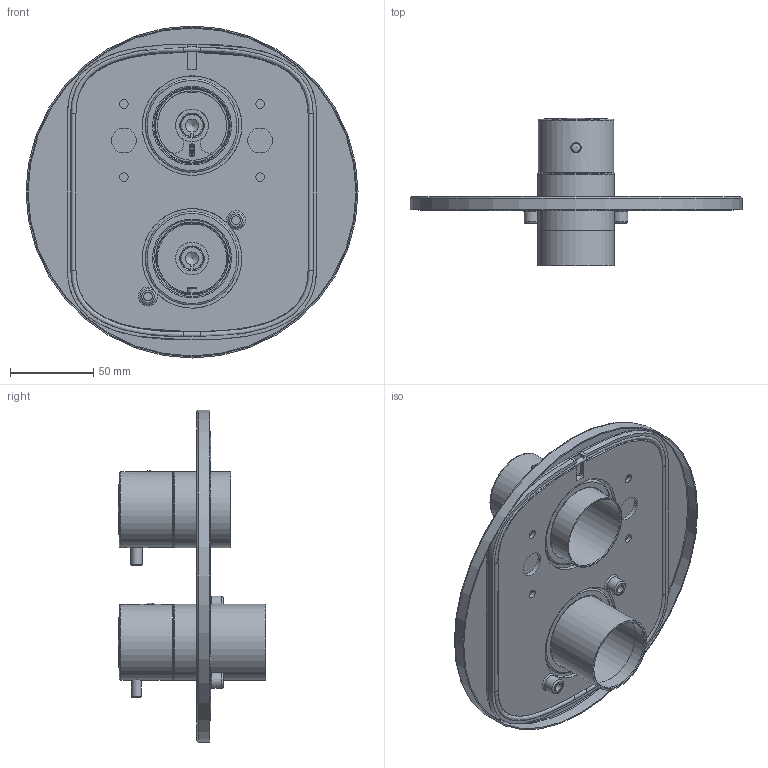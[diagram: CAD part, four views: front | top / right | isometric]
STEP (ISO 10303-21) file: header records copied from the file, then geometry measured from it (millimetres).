
FILE_DESCRIPTION(/* description */ ('Unknown'),/* implementation_level */ '2;1');
FILE_NAME(/* name */ 'B009N',/* time_stamp */ '2016-03-10T12:36:22+01:00',/* author */ ('Unknown'),/* organization */ ('Unknown'),/* preprocessor_version */ 'ST-DEVELOPER v16.7',/* originating_system */ 'DEX',/* authorisation */ $);
FILE_SCHEMA (('AP242_MANAGED_MODEL_BASED_3D_ENGINEERING_MIM_LF { 1 0 10303 442 1 1 4 }','AUTOMOTIVE_DESIGN {1 0 10303 214 3 1 1}'));
Length unit declared in the file: millimetre
Products named in the file (1): B009N
Bounding box: 200 x 88.62 x 200 mm (x, y, z)
Volume: 16776.8 mm3; surface area: 148226.5 mm2
Topology: 2 solids, 36 shells, 171 faces, 524 edges, 369 vertices
Faces by surface type: plane 48, cylinder 48, bspline 30, torus 28, cone 11, sphere 6
Full cylindrical faces by diameter (mm): 3 x4, 4 x1, 5.2 x6, 6 x2, 7 x1, 7.1 x1, 9.5 x2, 15 x2, 41.7 x1, 42.917 x2, 44 x1, 45.7 x2, 46 x2, 60 x2, 198.5 x1, 200 x1
Entity records: 11498 total; most frequent: CARTESIAN_POINT 7102, DIRECTION 823, ORIENTED_EDGE 622, EDGE_CURVE 419, AXIS2_PLACEMENT_3D 352, VERTEX_POINT 340, FACE_BOUND 275, EDGE_LOOP 273
